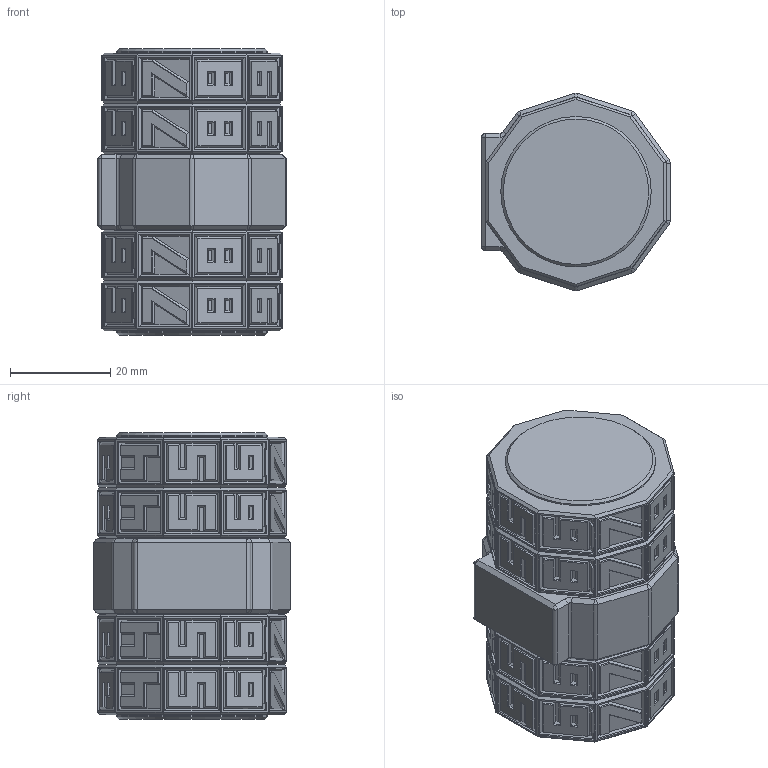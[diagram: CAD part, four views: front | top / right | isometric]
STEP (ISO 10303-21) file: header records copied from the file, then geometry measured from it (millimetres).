
FILE_DESCRIPTION(/* description */ (''),/* implementation_level */ '2;1');
FILE_NAME(/* name */ 'Counter Dial Take2 v5.step',/* time_stamp */ '2022-11-01T20:23:20-04:00',/* author */ (''),/* organization */ (''),/* preprocessor_version */ 'ST-DEVELOPER v19.2',/* originating_system */ 'Autodesk Translation Framework v11.17.0.187',/* authorisation */ '');
FILE_SCHEMA (('AUTOMOTIVE_DESIGN { 1 0 10303 214 3 1 1 }'));
Length unit declared in the file: millimetre
Products named in the file (1): Counter Dial Take2
Bounding box: 37.6 x 39.4 x 57.2 mm (x, y, z)
Volume: 51586 mm3; surface area: 29298.9 mm2
Topology: 7 solids, 7 shells, 1966 faces, 4652 edges, 2759 vertices
Faces by surface type: plane 1772, cylinder 160, cone 34
Full cylindrical faces by diameter (mm): 30 x2
Entity records: 54417 total; most frequent: CARTESIAN_POINT 9374, ORIENTED_EDGE 9296, DIRECTION 9012, EDGE_CURVE 4648, LINE 4218, VECTOR 4218, VERTEX_POINT 2759, AXIS2_PLACEMENT_3D 2397
